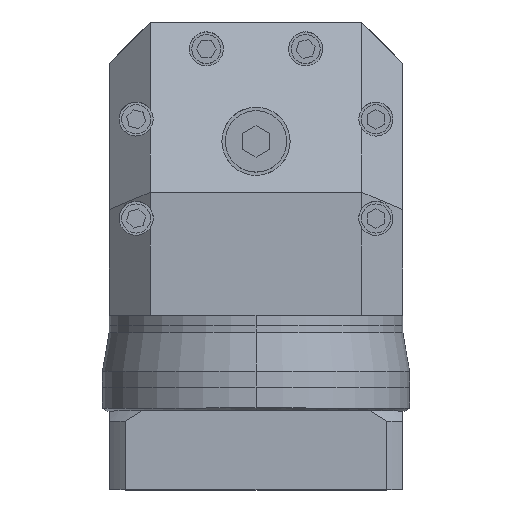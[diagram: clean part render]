
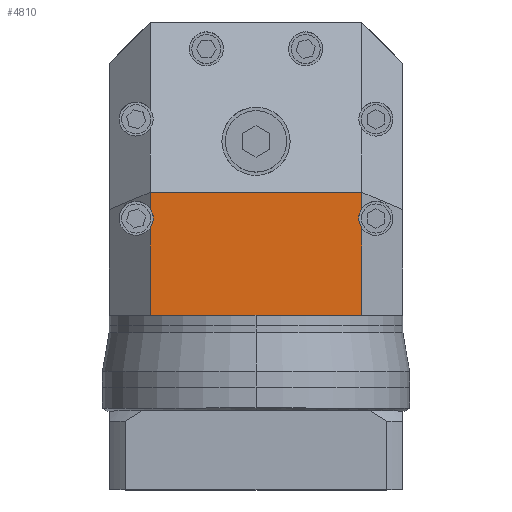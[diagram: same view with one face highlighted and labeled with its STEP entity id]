
A CAD part, top view. The second image highlights one B-rep face of the part: STEP entity #4810.
In plain terms, the highlighted planar face has unit normal (0, 0, 1).
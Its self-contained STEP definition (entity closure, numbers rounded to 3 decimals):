
#315 = VECTOR ( 'NONE', #6401, 1000. ) ;
#366 = ORIENTED_EDGE ( 'NONE', *, *, #6188, .T. ) ;
#924 = VECTOR ( 'NONE', #4657, 1000. ) ;
#1003 = LINE ( 'NONE', #1836, #3435 ) ;
#1373 = VERTEX_POINT ( 'NONE', #12629 ) ;
#1582 = LINE ( 'NONE', #4484, #11971 ) ;
#1836 = CARTESIAN_POINT ( 'NONE',  ( -43., -43., 86. ) ) ;
#1848 = CARTESIAN_POINT ( 'NONE',  ( -31., -7., 86. ) ) ;
#1981 = DIRECTION ( 'NONE',  ( 0., 0., 1. ) ) ;
#2164 = VERTEX_POINT ( 'NONE', #10607 ) ;
#2188 = VERTEX_POINT ( 'NONE', #3327 ) ;
#2209 = CIRCLE ( 'NONE', #7747, 5. ) ;
#2291 = CARTESIAN_POINT ( 'NONE',  ( 0., -7., 86. ) ) ;
#2447 = ORIENTED_EDGE ( 'NONE', *, *, #3416, .T. ) ;
#2861 = DIRECTION ( 'NONE',  ( 1., 0., 0. ) ) ;
#3323 = DIRECTION ( 'NONE',  ( -1., 0., 0. ) ) ;
#3327 = CARTESIAN_POINT ( 'NONE',  ( -31., -17.393, 86. ) ) ;
#3350 = CARTESIAN_POINT ( 'NONE',  ( -35.107, -14.542, 86. ) ) ;
#3369 = VECTOR ( 'NONE', #4089, 1000. ) ;
#3416 = EDGE_CURVE ( 'NONE', #4591, #5481, #1582, .T. ) ;
#3435 = VECTOR ( 'NONE', #2861, 1000. ) ;
#3447 = VERTEX_POINT ( 'NONE', #7978 ) ;
#3555 = VERTEX_POINT ( 'NONE', #8115 ) ;
#3603 = EDGE_CURVE ( 'NONE', #12236, #5569, #12760, .T. ) ;
#3629 = CARTESIAN_POINT ( 'NONE',  ( 31., 0., 86. ) ) ;
#3834 = CARTESIAN_POINT ( 'NONE',  ( -31., 0., 86. ) ) ;
#3898 = PLANE ( 'NONE',  #6435 ) ;
#3914 = ORIENTED_EDGE ( 'NONE', *, *, #4095, .T. ) ;
#4089 = DIRECTION ( 'NONE',  ( 1., 0., 0. ) ) ;
#4095 = EDGE_CURVE ( 'NONE', #8233, #1373, #1003, .T. ) ;
#4222 = AXIS2_PLACEMENT_3D ( 'NONE', #10986, #4755, #12044 ) ;
#4275 = DIRECTION ( 'NONE',  ( 0., 0., 1. ) ) ;
#4402 = DIRECTION ( 'NONE',  ( 1., 0., 0. ) ) ;
#4484 = CARTESIAN_POINT ( 'NONE',  ( -31., 0., 86. ) ) ;
#4565 = ORIENTED_EDGE ( 'NONE', *, *, #7841, .F. ) ;
#4591 = VERTEX_POINT ( 'NONE', #1848 ) ;
#4657 = DIRECTION ( 'NONE',  ( 0., 1., 0. ) ) ;
#4755 = DIRECTION ( 'NONE',  ( 0., 0., 1. ) ) ;
#4810 = ADVANCED_FACE ( 'NONE', ( #10712 ), #3898, .F. ) ;
#4981 = DIRECTION ( 'NONE',  ( 0., 0., -1. ) ) ;
#5154 = CIRCLE ( 'NONE', #4222, 5. ) ;
#5353 = CARTESIAN_POINT ( 'NONE',  ( 31., 0., 86. ) ) ;
#5481 = VERTEX_POINT ( 'NONE', #7969 ) ;
#5537 = ORIENTED_EDGE ( 'NONE', *, *, #9406, .F. ) ;
#5569 = VERTEX_POINT ( 'NONE', #9102 ) ;
#5748 = EDGE_CURVE ( 'NONE', #8250, #4591, #12771, .T. ) ;
#5894 = AXIS2_PLACEMENT_3D ( 'NONE', #8184, #1981, #9243 ) ;
#5975 = CARTESIAN_POINT ( 'NONE',  ( 0., 0., 86. ) ) ;
#6188 = EDGE_CURVE ( 'NONE', #2188, #3447, #7229, .T. ) ;
#6401 = DIRECTION ( 'NONE',  ( 0., 1., 0. ) ) ;
#6435 = AXIS2_PLACEMENT_3D ( 'NONE', #5975, #4981, #12254 ) ;
#6755 = LINE ( 'NONE', #3629, #924 ) ;
#6773 = EDGE_LOOP ( 'NONE', ( #2447, #7965, #5537, #366, #9111, #3914, #9758, #4565, #10085, #7648, #7980 ) ) ;
#6845 = AXIS2_PLACEMENT_3D ( 'NONE', #3350, #10620, #4402 ) ;
#7043 = EDGE_CURVE ( 'NONE', #3447, #8233, #8894, .T. ) ;
#7119 = CARTESIAN_POINT ( 'NONE',  ( 31., -7., 86. ) ) ;
#7229 = LINE ( 'NONE', #3834, #9660 ) ;
#7648 = ORIENTED_EDGE ( 'NONE', *, *, #8525, .T. ) ;
#7747 = AXIS2_PLACEMENT_3D ( 'NONE', #10483, #4275, #11554 ) ;
#7841 = EDGE_CURVE ( 'NONE', #5569, #3555, #5154, .T. ) ;
#7965 = ORIENTED_EDGE ( 'NONE', *, *, #12010, .F. ) ;
#7969 = CARTESIAN_POINT ( 'NONE',  ( -31., -11.691, 86. ) ) ;
#7978 = CARTESIAN_POINT ( 'NONE',  ( -31., -43., 86. ) ) ;
#7980 = ORIENTED_EDGE ( 'NONE', *, *, #5748, .T. ) ;
#8115 = CARTESIAN_POINT ( 'NONE',  ( 31., -17.393, 86. ) ) ;
#8184 = CARTESIAN_POINT ( 'NONE',  ( 35.107, -14.542, 86. ) ) ;
#8198 = CARTESIAN_POINT ( 'NONE',  ( 0., -43., 86. ) ) ;
#8233 = VERTEX_POINT ( 'NONE', #8198 ) ;
#8250 = VERTEX_POINT ( 'NONE', #7119 ) ;
#8525 = EDGE_CURVE ( 'NONE', #12236, #8250, #6755, .T. ) ;
#8766 = CARTESIAN_POINT ( 'NONE',  ( 31., -11.691, 86. ) ) ;
#8894 = LINE ( 'NONE', #10306, #3369 ) ;
#8897 = LINE ( 'NONE', #5353, #315 ) ;
#9102 = CARTESIAN_POINT ( 'NONE',  ( 30.107, -14.542, 86. ) ) ;
#9111 = ORIENTED_EDGE ( 'NONE', *, *, #7043, .T. ) ;
#9243 = DIRECTION ( 'NONE',  ( 1., 0., 0. ) ) ;
#9406 = EDGE_CURVE ( 'NONE', #2188, #2164, #9732, .T. ) ;
#9660 = VECTOR ( 'NONE', #11076, 1000. ) ;
#9699 = DIRECTION ( 'NONE',  ( 0., -1., 0. ) ) ;
#9732 = CIRCLE ( 'NONE', #6845, 5. ) ;
#9758 = ORIENTED_EDGE ( 'NONE', *, *, #12706, .T. ) ;
#10085 = ORIENTED_EDGE ( 'NONE', *, *, #3603, .F. ) ;
#10306 = CARTESIAN_POINT ( 'NONE',  ( -43., -43., 86. ) ) ;
#10483 = CARTESIAN_POINT ( 'NONE',  ( -35.107, -14.542, 86. ) ) ;
#10607 = CARTESIAN_POINT ( 'NONE',  ( -30.107, -14.542, 86. ) ) ;
#10620 = DIRECTION ( 'NONE',  ( 0., 0., 1. ) ) ;
#10712 = FACE_OUTER_BOUND ( 'NONE', #6773, .T. ) ;
#10986 = CARTESIAN_POINT ( 'NONE',  ( 35.107, -14.542, 86. ) ) ;
#11076 = DIRECTION ( 'NONE',  ( 0., -1., 0. ) ) ;
#11554 = DIRECTION ( 'NONE',  ( 1., 0., 0. ) ) ;
#11971 = VECTOR ( 'NONE', #9699, 1000. ) ;
#12010 = EDGE_CURVE ( 'NONE', #2164, #5481, #2209, .T. ) ;
#12044 = DIRECTION ( 'NONE',  ( 1., 0., 0. ) ) ;
#12133 = VECTOR ( 'NONE', #3323, 1000. ) ;
#12236 = VERTEX_POINT ( 'NONE', #8766 ) ;
#12254 = DIRECTION ( 'NONE',  ( -1., 0., 0. ) ) ;
#12629 = CARTESIAN_POINT ( 'NONE',  ( 31., -43., 86. ) ) ;
#12706 = EDGE_CURVE ( 'NONE', #1373, #3555, #8897, .T. ) ;
#12760 = CIRCLE ( 'NONE', #5894, 5. ) ;
#12771 = LINE ( 'NONE', #2291, #12133 ) ;
